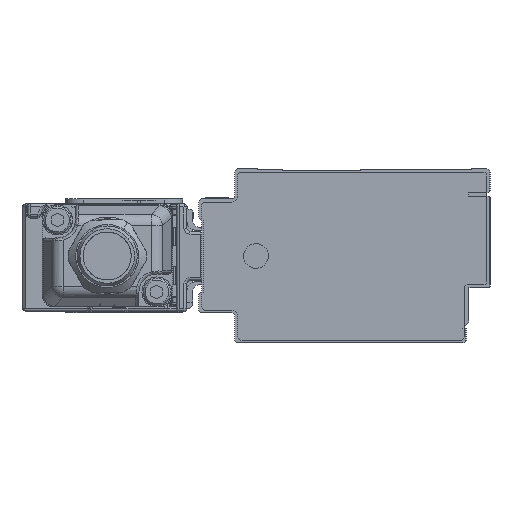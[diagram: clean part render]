
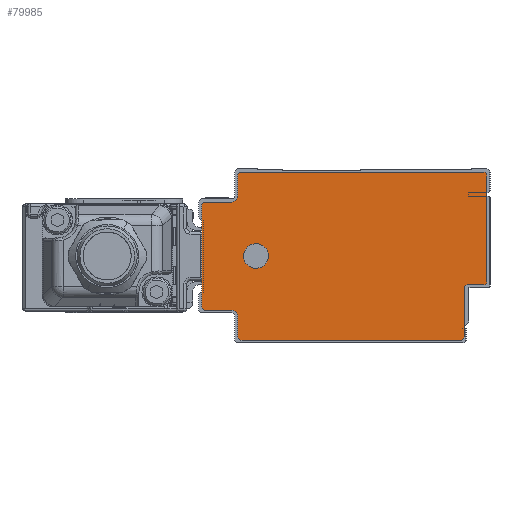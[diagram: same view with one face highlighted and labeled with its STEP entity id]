
A CAD part, left-side view. The second image highlights one B-rep face of the part: STEP entity #79985.
In plain terms, the highlighted planar face has unit normal (-1, 0, 0).
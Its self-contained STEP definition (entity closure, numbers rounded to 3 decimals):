
#78393=AXIS2_PLACEMENT_3D('Circle Axis2P3D',#78391,#78392,$) ;
#78431=AXIS2_PLACEMENT_3D('Circle Axis2P3D',#78429,#78430,$) ;
#78469=AXIS2_PLACEMENT_3D('Circle Axis2P3D',#78467,#78468,$) ;
#78507=AXIS2_PLACEMENT_3D('Circle Axis2P3D',#78505,#78506,$) ;
#79855=AXIS2_PLACEMENT_3D('Circle Axis2P3D',#79853,#79854,$) ;
#79875=AXIS2_PLACEMENT_3D('Plane Axis2P3D',#79872,#79873,#79874) ;
#79879=AXIS2_PLACEMENT_3D('Circle Axis2P3D',#79877,#79878,$) ;
#79893=AXIS2_PLACEMENT_3D('Circle Axis2P3D',#79891,#79892,$) ;
#79907=AXIS2_PLACEMENT_3D('Circle Axis2P3D',#79905,#79906,$) ;
#79921=AXIS2_PLACEMENT_3D('Circle Axis2P3D',#79919,#79920,$) ;
#79935=AXIS2_PLACEMENT_3D('Circle Axis2P3D',#79933,#79934,$) ;
#79969=AXIS2_PLACEMENT_3D('Circle Axis2P3D',#79967,#79968,$) ;
#79978=AXIS2_PLACEMENT_3D('Circle Axis2P3D',#79976,#79977,$) ;
#78349=CARTESIAN_POINT('Line Origine',(-975.5,-3.5,19.1)) ;
#78353=CARTESIAN_POINT('Vertex',(-975.5,-3.5,28.)) ;
#78355=CARTESIAN_POINT('Vertex',(-975.5,-3.5,10.2)) ;
#78391=CARTESIAN_POINT('Axis2P3D Location',(-975.5,-3.,28.)) ;
#78395=CARTESIAN_POINT('Vertex',(-975.5,-3.,28.5)) ;
#78410=CARTESIAN_POINT('Line Origine',(-975.5,17.25,28.5)) ;
#78414=CARTESIAN_POINT('Vertex',(-975.5,37.5,28.5)) ;
#78429=CARTESIAN_POINT('Axis2P3D Location',(-975.5,37.5,28.)) ;
#78433=CARTESIAN_POINT('Vertex',(-975.5,38.,28.)) ;
#78448=CARTESIAN_POINT('Line Origine',(-975.5,38.,26.25)) ;
#78452=CARTESIAN_POINT('Vertex',(-975.5,38.,24.5)) ;
#78467=CARTESIAN_POINT('Axis2P3D Location',(-975.5,39.,24.5)) ;
#78471=CARTESIAN_POINT('Vertex',(-975.5,39.,23.5)) ;
#78486=CARTESIAN_POINT('Line Origine',(-975.5,41.25,23.5)) ;
#78490=CARTESIAN_POINT('Vertex',(-975.5,43.5,23.5)) ;
#78505=CARTESIAN_POINT('Axis2P3D Location',(-975.5,43.5,23.)) ;
#78509=CARTESIAN_POINT('Vertex',(-975.5,44.,23.)) ;
#78524=CARTESIAN_POINT('Line Origine',(-975.5,44.,14.5)) ;
#78528=CARTESIAN_POINT('Vertex',(-975.5,44.,6.)) ;
#79853=CARTESIAN_POINT('Axis2P3D Location',(-975.5,-3.,10.2)) ;
#79857=CARTESIAN_POINT('Vertex',(-975.5,-3.,9.7)) ;
#79872=CARTESIAN_POINT('Axis2P3D Location',(-975.5,0.,0.)) ;
#79877=CARTESIAN_POINT('Axis2P3D Location',(-975.5,43.5,6.)) ;
#79881=CARTESIAN_POINT('Vertex',(-975.5,43.5,5.5)) ;
#79884=CARTESIAN_POINT('Line Origine',(-975.5,41.25,5.5)) ;
#79888=CARTESIAN_POINT('Vertex',(-975.5,39.,5.5)) ;
#79891=CARTESIAN_POINT('Axis2P3D Location',(-975.5,39.,4.5)) ;
#79895=CARTESIAN_POINT('Vertex',(-975.5,38.,4.5)) ;
#79898=CARTESIAN_POINT('Line Origine',(-975.5,38.,2.75)) ;
#79902=CARTESIAN_POINT('Vertex',(-975.5,38.,1.)) ;
#79905=CARTESIAN_POINT('Axis2P3D Location',(-975.5,37.5,1.)) ;
#79909=CARTESIAN_POINT('Vertex',(-975.5,37.5,0.5)) ;
#79912=CARTESIAN_POINT('Line Origine',(-975.5,19.15,0.5)) ;
#79916=CARTESIAN_POINT('Vertex',(-975.5,0.8,0.5)) ;
#79919=CARTESIAN_POINT('Axis2P3D Location',(-975.5,0.8,1.)) ;
#79923=CARTESIAN_POINT('Vertex',(-975.5,0.3,1.)) ;
#79926=CARTESIAN_POINT('Line Origine',(-975.5,0.3,5.1)) ;
#79930=CARTESIAN_POINT('Vertex',(-975.5,0.3,9.2)) ;
#79933=CARTESIAN_POINT('Axis2P3D Location',(-975.5,-0.2,9.2)) ;
#79937=CARTESIAN_POINT('Vertex',(-975.5,-0.2,9.7)) ;
#79940=CARTESIAN_POINT('Line Origine',(-975.5,-1.6,9.7)) ;
#79967=CARTESIAN_POINT('Axis2P3D Location',(-975.5,35.,14.5)) ;
#79971=CARTESIAN_POINT('Vertex',(-975.5,33.186,13.509)) ;
#79973=CARTESIAN_POINT('Vertex',(-975.5,36.814,15.491)) ;
#79976=CARTESIAN_POINT('Axis2P3D Location',(-975.5,35.,14.5)) ;
#78350=DIRECTION('Vector Direction',(0.,0.,-1.)) ;
#78392=DIRECTION('Axis2P3D Direction',(1.,0.,0.)) ;
#78411=DIRECTION('Vector Direction',(0.,1.,0.)) ;
#78430=DIRECTION('Axis2P3D Direction',(1.,0.,0.)) ;
#78449=DIRECTION('Vector Direction',(0.,0.,1.)) ;
#78468=DIRECTION('Axis2P3D Direction',(1.,0.,0.)) ;
#78487=DIRECTION('Vector Direction',(0.,1.,0.)) ;
#78506=DIRECTION('Axis2P3D Direction',(1.,0.,0.)) ;
#78525=DIRECTION('Vector Direction',(0.,0.,1.)) ;
#79854=DIRECTION('Axis2P3D Direction',(1.,0.,0.)) ;
#79873=DIRECTION('Axis2P3D Direction',(1.,0.,0.)) ;
#79874=DIRECTION('Axis2P3D XDirection',(0.,1.,0.)) ;
#79878=DIRECTION('Axis2P3D Direction',(1.,0.,0.)) ;
#79885=DIRECTION('Vector Direction',(0.,-1.,0.)) ;
#79892=DIRECTION('Axis2P3D Direction',(1.,0.,0.)) ;
#79899=DIRECTION('Vector Direction',(0.,0.,1.)) ;
#79906=DIRECTION('Axis2P3D Direction',(1.,0.,0.)) ;
#79913=DIRECTION('Vector Direction',(0.,-1.,0.)) ;
#79920=DIRECTION('Axis2P3D Direction',(1.,0.,0.)) ;
#79927=DIRECTION('Vector Direction',(0.,0.,-1.)) ;
#79934=DIRECTION('Axis2P3D Direction',(1.,0.,0.)) ;
#79941=DIRECTION('Vector Direction',(0.,1.,0.)) ;
#79968=DIRECTION('Axis2P3D Direction',(1.,0.,0.)) ;
#79977=DIRECTION('Axis2P3D Direction',(1.,0.,0.)) ;
#78351=VECTOR('Line Direction',#78350,1.) ;
#78412=VECTOR('Line Direction',#78411,1.) ;
#78450=VECTOR('Line Direction',#78449,1.) ;
#78488=VECTOR('Line Direction',#78487,1.) ;
#78526=VECTOR('Line Direction',#78525,1.) ;
#79886=VECTOR('Line Direction',#79885,1.) ;
#79900=VECTOR('Line Direction',#79899,1.) ;
#79914=VECTOR('Line Direction',#79913,1.) ;
#79928=VECTOR('Line Direction',#79927,1.) ;
#79942=VECTOR('Line Direction',#79941,1.) ;
#79946=ORIENTED_EDGE('',*,*,#78416,.F.) ;
#79947=ORIENTED_EDGE('',*,*,#78435,.F.) ;
#79948=ORIENTED_EDGE('',*,*,#78454,.F.) ;
#79949=ORIENTED_EDGE('',*,*,#78473,.F.) ;
#79950=ORIENTED_EDGE('',*,*,#78492,.F.) ;
#79951=ORIENTED_EDGE('',*,*,#78511,.F.) ;
#79952=ORIENTED_EDGE('',*,*,#78530,.F.) ;
#79953=ORIENTED_EDGE('',*,*,#79883,.F.) ;
#79954=ORIENTED_EDGE('',*,*,#79890,.F.) ;
#79955=ORIENTED_EDGE('',*,*,#79897,.F.) ;
#79956=ORIENTED_EDGE('',*,*,#79904,.F.) ;
#79957=ORIENTED_EDGE('',*,*,#79911,.F.) ;
#79958=ORIENTED_EDGE('',*,*,#79918,.F.) ;
#79959=ORIENTED_EDGE('',*,*,#79925,.F.) ;
#79960=ORIENTED_EDGE('',*,*,#79932,.F.) ;
#79961=ORIENTED_EDGE('',*,*,#79939,.F.) ;
#79962=ORIENTED_EDGE('',*,*,#79944,.F.) ;
#79963=ORIENTED_EDGE('',*,*,#79859,.F.) ;
#79964=ORIENTED_EDGE('',*,*,#78357,.F.) ;
#79965=ORIENTED_EDGE('',*,*,#78397,.F.) ;
#79982=ORIENTED_EDGE('',*,*,#79975,.T.) ;
#79983=ORIENTED_EDGE('',*,*,#79980,.T.) ;
#79984=FACE_BOUND('',#79981,.T.) ;
#79985=ADVANCED_FACE('\X2\FF8EFF9EFF83FF9EFF68FF70\X0\.2',(#79966,#79984),#79876,.F.) ;
#78394=CIRCLE('generated circle',#78393,0.5) ;
#78432=CIRCLE('generated circle',#78431,0.5) ;
#78470=CIRCLE('generated circle',#78469,1.) ;
#78508=CIRCLE('generated circle',#78507,0.5) ;
#79856=CIRCLE('generated circle',#79855,0.5) ;
#79880=CIRCLE('generated circle',#79879,0.5) ;
#79894=CIRCLE('generated circle',#79893,1.) ;
#79908=CIRCLE('generated circle',#79907,0.5) ;
#79922=CIRCLE('generated circle',#79921,0.5) ;
#79936=CIRCLE('generated circle',#79935,0.5) ;
#79970=CIRCLE('generated circle',#79969,2.067) ;
#79979=CIRCLE('generated circle',#79978,2.067) ;
#78357=EDGE_CURVE('',#78354,#78356,#78352,.T.) ;
#78397=EDGE_CURVE('',#78396,#78354,#78394,.T.) ;
#78416=EDGE_CURVE('',#78415,#78396,#78413,.F.) ;
#78435=EDGE_CURVE('',#78434,#78415,#78432,.T.) ;
#78454=EDGE_CURVE('',#78453,#78434,#78451,.T.) ;
#78473=EDGE_CURVE('',#78472,#78453,#78470,.F.) ;
#78492=EDGE_CURVE('',#78491,#78472,#78489,.F.) ;
#78511=EDGE_CURVE('',#78510,#78491,#78508,.T.) ;
#78530=EDGE_CURVE('',#78529,#78510,#78527,.T.) ;
#79859=EDGE_CURVE('',#78356,#79858,#79856,.T.) ;
#79883=EDGE_CURVE('',#79882,#78529,#79880,.T.) ;
#79890=EDGE_CURVE('',#79889,#79882,#79887,.F.) ;
#79897=EDGE_CURVE('',#79896,#79889,#79894,.F.) ;
#79904=EDGE_CURVE('',#79903,#79896,#79901,.T.) ;
#79911=EDGE_CURVE('',#79910,#79903,#79908,.T.) ;
#79918=EDGE_CURVE('',#79917,#79910,#79915,.F.) ;
#79925=EDGE_CURVE('',#79924,#79917,#79922,.T.) ;
#79932=EDGE_CURVE('',#79931,#79924,#79929,.T.) ;
#79939=EDGE_CURVE('',#79938,#79931,#79936,.F.) ;
#79944=EDGE_CURVE('',#79858,#79938,#79943,.T.) ;
#79975=EDGE_CURVE('',#79972,#79974,#79970,.T.) ;
#79980=EDGE_CURVE('',#79974,#79972,#79979,.T.) ;
#79945=EDGE_LOOP('',(#79946,#79947,#79948,#79949,#79950,#79951,#79952,#79953,#79954,#79955,#79956,#79957,#79958,#79959,#79960,#79961,#79962,#79963,#79964,#79965)) ;
#79981=EDGE_LOOP('',(#79982,#79983)) ;
#79966=FACE_OUTER_BOUND('',#79945,.T.) ;
#78352=LINE('Line',#78349,#78351) ;
#78413=LINE('Line',#78410,#78412) ;
#78451=LINE('Line',#78448,#78450) ;
#78489=LINE('Line',#78486,#78488) ;
#78527=LINE('Line',#78524,#78526) ;
#79887=LINE('Line',#79884,#79886) ;
#79901=LINE('Line',#79898,#79900) ;
#79915=LINE('Line',#79912,#79914) ;
#79929=LINE('Line',#79926,#79928) ;
#79943=LINE('Line',#79940,#79942) ;
#79876=PLANE('Plane',#79875) ;
#78354=VERTEX_POINT('',#78353) ;
#78356=VERTEX_POINT('',#78355) ;
#78396=VERTEX_POINT('',#78395) ;
#78415=VERTEX_POINT('',#78414) ;
#78434=VERTEX_POINT('',#78433) ;
#78453=VERTEX_POINT('',#78452) ;
#78472=VERTEX_POINT('',#78471) ;
#78491=VERTEX_POINT('',#78490) ;
#78510=VERTEX_POINT('',#78509) ;
#78529=VERTEX_POINT('',#78528) ;
#79858=VERTEX_POINT('',#79857) ;
#79882=VERTEX_POINT('',#79881) ;
#79889=VERTEX_POINT('',#79888) ;
#79896=VERTEX_POINT('',#79895) ;
#79903=VERTEX_POINT('',#79902) ;
#79910=VERTEX_POINT('',#79909) ;
#79917=VERTEX_POINT('',#79916) ;
#79924=VERTEX_POINT('',#79923) ;
#79931=VERTEX_POINT('',#79930) ;
#79938=VERTEX_POINT('',#79937) ;
#79972=VERTEX_POINT('',#79971) ;
#79974=VERTEX_POINT('',#79973) ;
